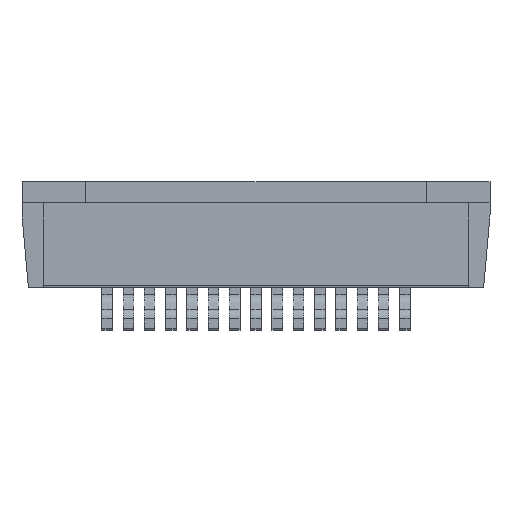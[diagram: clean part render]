
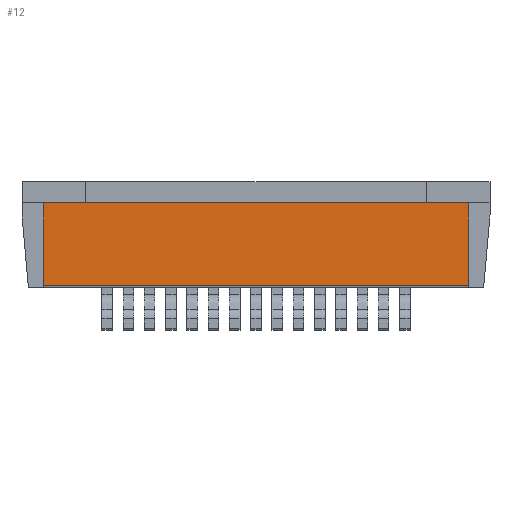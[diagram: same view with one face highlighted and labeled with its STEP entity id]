
A CAD part, front view. The second image highlights one B-rep face of the part: STEP entity #12.
In plain terms, the highlighted planar face has unit normal (0, -1, 0).
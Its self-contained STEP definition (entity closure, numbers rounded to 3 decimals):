
#12 = ADVANCED_FACE ( 'NONE', ( #6334 ), #11463, .F. ) ;
#912 = LINE ( 'NONE', #10686, #3348 ) ;
#1740 = EDGE_LOOP ( 'NONE', ( #5326, #11738, #12372, #3921 ) ) ;
#1781 = VERTEX_POINT ( 'NONE', #9632 ) ;
#2042 = VECTOR ( 'NONE', #7522, 1000. ) ;
#2894 = CARTESIAN_POINT ( 'NONE',  ( -10., -1.25, 4. ) ) ;
#3237 = CARTESIAN_POINT ( 'NONE',  ( -10., -1.25, 0.1 ) ) ;
#3348 = VECTOR ( 'NONE', #6820, 1000. ) ;
#3554 = LINE ( 'NONE', #8380, #2042 ) ;
#3578 = LINE ( 'NONE', #7919, #11601 ) ;
#3921 = ORIENTED_EDGE ( 'NONE', *, *, #7855, .F. ) ;
#4780 = DIRECTION ( 'NONE',  ( 0., 0., 1. ) ) ;
#4967 = DIRECTION ( 'NONE',  ( 0., 0., -1. ) ) ;
#5090 = VERTEX_POINT ( 'NONE', #9903 ) ;
#5326 = ORIENTED_EDGE ( 'NONE', *, *, #8991, .T. ) ;
#5834 = DIRECTION ( 'NONE',  ( 0., 1., 0. ) ) ;
#5942 = VERTEX_POINT ( 'NONE', #11094 ) ;
#6223 = VECTOR ( 'NONE', #8043, 1000. ) ;
#6334 = FACE_OUTER_BOUND ( 'NONE', #1740, .T. ) ;
#6820 = DIRECTION ( 'NONE',  ( 0., 0., -1. ) ) ;
#7135 = LINE ( 'NONE', #3237, #6223 ) ;
#7258 = CARTESIAN_POINT ( 'NONE',  ( -10., -1.25, 4. ) ) ;
#7364 = EDGE_CURVE ( 'NONE', #5090, #1781, #3578, .T. ) ;
#7498 = VERTEX_POINT ( 'NONE', #7258 ) ;
#7522 = DIRECTION ( 'NONE',  ( 1., 0., 0. ) ) ;
#7855 = EDGE_CURVE ( 'NONE', #7498, #5090, #3554, .T. ) ;
#7919 = CARTESIAN_POINT ( 'NONE',  ( 10., -1.25, 4. ) ) ;
#8043 = DIRECTION ( 'NONE',  ( 1., 0., 0. ) ) ;
#8380 = CARTESIAN_POINT ( 'NONE',  ( -10., -1.25, 4. ) ) ;
#8991 = EDGE_CURVE ( 'NONE', #7498, #5942, #912, .T. ) ;
#9632 = CARTESIAN_POINT ( 'NONE',  ( 10., -1.25, 0.1 ) ) ;
#9903 = CARTESIAN_POINT ( 'NONE',  ( 10., -1.25, 4. ) ) ;
#10100 = AXIS2_PLACEMENT_3D ( 'NONE', #2894, #5834, #4780 ) ;
#10686 = CARTESIAN_POINT ( 'NONE',  ( -10., -1.25, 4. ) ) ;
#11094 = CARTESIAN_POINT ( 'NONE',  ( -10., -1.25, 0.1 ) ) ;
#11463 = PLANE ( 'NONE',  #10100 ) ;
#11601 = VECTOR ( 'NONE', #4967, 1000. ) ;
#11713 = EDGE_CURVE ( 'NONE', #5942, #1781, #7135, .T. ) ;
#11738 = ORIENTED_EDGE ( 'NONE', *, *, #11713, .T. ) ;
#12372 = ORIENTED_EDGE ( 'NONE', *, *, #7364, .F. ) ;
